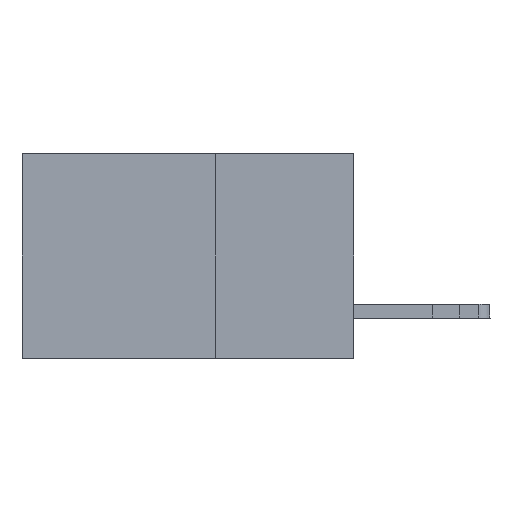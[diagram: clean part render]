
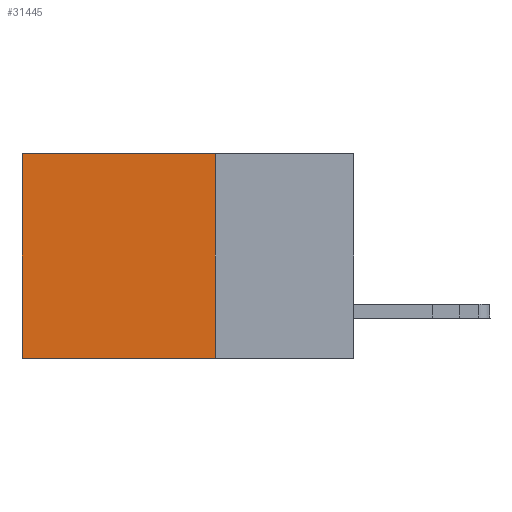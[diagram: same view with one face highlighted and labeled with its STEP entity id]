
A CAD part, left-side view. The second image highlights one B-rep face of the part: STEP entity #31445.
In plain terms, the highlighted planar face has unit normal (-1, 0, 0).
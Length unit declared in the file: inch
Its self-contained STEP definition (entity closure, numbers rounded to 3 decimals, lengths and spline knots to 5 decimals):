
#959 = CARTESIAN_POINT ( 'NONE',  ( 0.2875, 0.25, -0.37 ) ) ;
#1794 = LINE ( 'NONE', #25020, #6476 ) ;
#2966 = LINE ( 'NONE', #959, #23490 ) ;
#3312 = LINE ( 'NONE', #12274, #17883 ) ;
#4382 = EDGE_CURVE ( 'NONE', #29061, #21682, #3312, .T. ) ;
#4447 = FACE_OUTER_BOUND ( 'NONE', #32198, .T. ) ;
#5873 = CARTESIAN_POINT ( 'NONE',  ( 0.2875, 0.25, 0. ) ) ;
#5922 = VERTEX_POINT ( 'NONE', #10609 ) ;
#6264 = VERTEX_POINT ( 'NONE', #17658 ) ;
#6422 = ORIENTED_EDGE ( 'NONE', *, *, #31583, .T. ) ;
#6476 = VECTOR ( 'NONE', #17586, 39.37008 ) ;
#8779 = DIRECTION ( 'NONE',  ( 0., 1., 0. ) ) ;
#10176 = ORIENTED_EDGE ( 'NONE', *, *, #10999, .F. ) ;
#10471 = AXIS2_PLACEMENT_3D ( 'NONE', #5873, #13402, #15878 ) ;
#10609 = CARTESIAN_POINT ( 'NONE',  ( 0.2875, 0.25, -0.37 ) ) ;
#10999 = EDGE_CURVE ( 'NONE', #5922, #21682, #2966, .T. ) ;
#11092 = LINE ( 'NONE', #23770, #30587 ) ;
#11288 = ORIENTED_EDGE ( 'NONE', *, *, #4382, .T. ) ;
#12274 = CARTESIAN_POINT ( 'NONE',  ( 0.2875, 0.6, 0. ) ) ;
#13402 = DIRECTION ( 'NONE',  ( 1., 0., 0. ) ) ;
#15548 = ORIENTED_EDGE ( 'NONE', *, *, #28078, .F. ) ;
#15878 = DIRECTION ( 'NONE',  ( 0., 0., -1. ) ) ;
#17586 = DIRECTION ( 'NONE',  ( 0., 0., -1. ) ) ;
#17658 = CARTESIAN_POINT ( 'NONE',  ( 0.2875, 0.25, 0. ) ) ;
#17883 = VECTOR ( 'NONE', #24871, 39.37008 ) ;
#21682 = VERTEX_POINT ( 'NONE', #31778 ) ;
#23490 = VECTOR ( 'NONE', #26131, 39.37008 ) ;
#23770 = CARTESIAN_POINT ( 'NONE',  ( 0.2875, 0.25, 0. ) ) ;
#24871 = DIRECTION ( 'NONE',  ( 0., 0., -1. ) ) ;
#25020 = CARTESIAN_POINT ( 'NONE',  ( 0.2875, 0.25, 0. ) ) ;
#26131 = DIRECTION ( 'NONE',  ( 0., 1., 0. ) ) ;
#28078 = EDGE_CURVE ( 'NONE', #6264, #5922, #1794, .T. ) ;
#29061 = VERTEX_POINT ( 'NONE', #29864 ) ;
#29864 = CARTESIAN_POINT ( 'NONE',  ( 0.2875, 0.6, 0. ) ) ;
#30587 = VECTOR ( 'NONE', #8779, 39.37008 ) ;
#30885 = PLANE ( 'NONE',  #10471 ) ;
#31445 = ADVANCED_FACE ( 'NONE', ( #4447 ), #30885, .F. ) ;
#31583 = EDGE_CURVE ( 'NONE', #6264, #29061, #11092, .T. ) ;
#31778 = CARTESIAN_POINT ( 'NONE',  ( 0.2875, 0.6, -0.37 ) ) ;
#32198 = EDGE_LOOP ( 'NONE', ( #11288, #10176, #15548, #6422 ) ) ;
